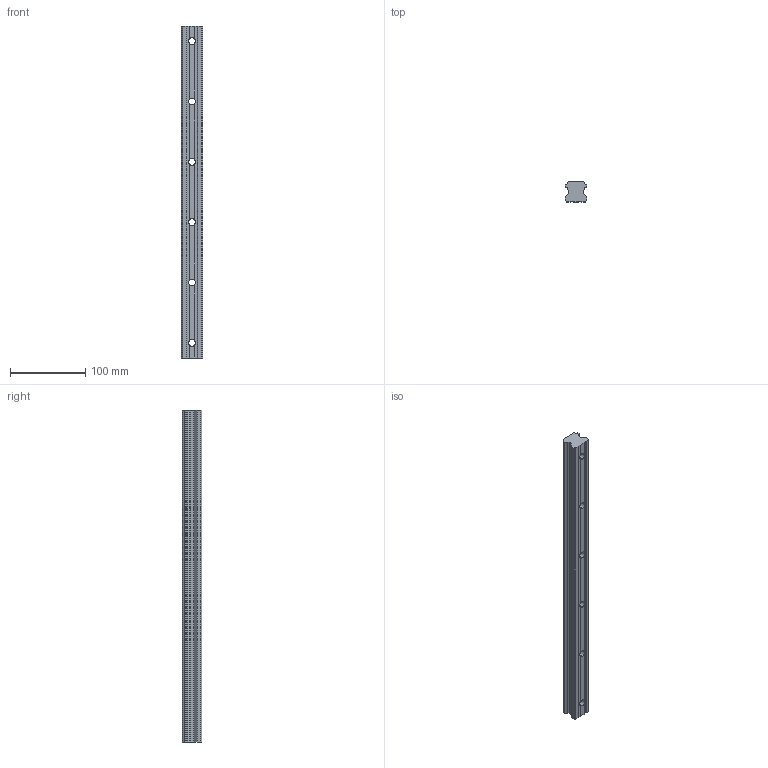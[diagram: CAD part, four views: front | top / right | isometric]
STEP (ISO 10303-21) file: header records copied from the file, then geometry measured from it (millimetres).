
FILE_DESCRIPTION (( 'STEP AP203' ), '1' );
FILE_NAME ('6709K61_28 mm Wide x 440 mm Long Guide Rail for Ball Bearing Carriage.STEP', '2021-07-10T00:28:00', ( 'Administrator' ), ( 'Managed by Terraform' ), 'SwSTEP 2.0', 'SolidWorks 2017', '' );
FILE_SCHEMA (( 'CONFIG_CONTROL_DESIGN' ));
Length unit declared in the file: millimetre
Products named in the file (1): 6709K61_28 mm Wide x 440 mm Long Guide Rail for Ball Bearing Carriage
Bounding box: 28 x 26 x 440 mm (x, y, z)
Volume: 255895.8 mm3; surface area: 55044.4 mm2
Topology: 1 solids, 1 shells, 82 faces, 240 edges, 160 vertices
Faces by surface type: plane 54, cylinder 28
Entity records: 2845 total; most frequent: CARTESIAN_POINT 555, ORIENTED_EDGE 480, DIRECTION 462, EDGE_CURVE 240, AXIS2_PLACEMENT_3D 163, VERTEX_POINT 160, LINE 136, VECTOR 136
